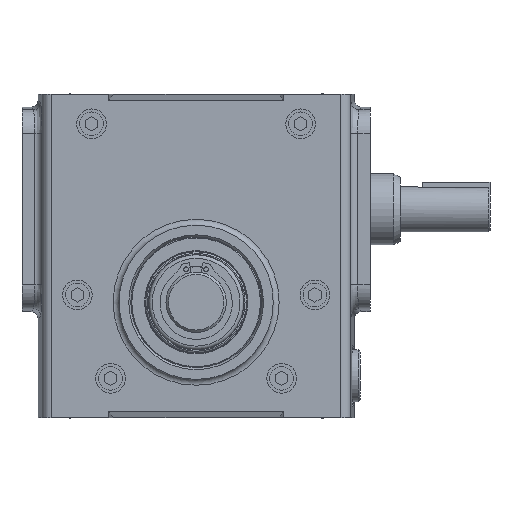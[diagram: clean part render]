
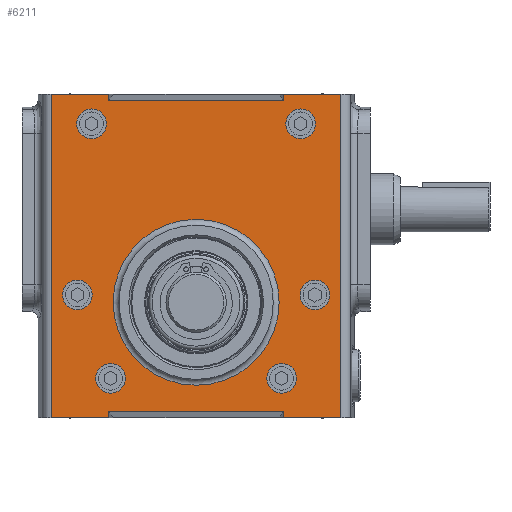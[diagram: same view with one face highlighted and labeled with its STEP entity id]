
A CAD part, front view. The second image highlights one B-rep face of the part: STEP entity #6211.
In plain terms, the highlighted planar face has unit normal (0, -1, 0).
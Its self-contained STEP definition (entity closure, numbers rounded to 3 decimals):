
#174=LINE('',#12220,#621);
#175=LINE('',#12223,#622);
#176=LINE('',#12225,#623);
#177=LINE('',#12227,#624);
#178=LINE('',#12229,#625);
#179=LINE('',#12231,#626);
#180=LINE('',#12233,#627);
#181=LINE('',#12235,#628);
#182=LINE('',#12237,#629);
#183=LINE('',#12239,#630);
#184=LINE('',#12241,#631);
#185=LINE('',#12243,#632);
#621=VECTOR('',#10195,1000.);
#622=VECTOR('',#10196,1000.);
#623=VECTOR('',#10197,1000.);
#624=VECTOR('',#10198,1000.);
#625=VECTOR('',#10199,1000.);
#626=VECTOR('',#10200,1000.);
#627=VECTOR('',#10201,1000.);
#628=VECTOR('',#10202,1000.);
#629=VECTOR('',#10203,1000.);
#630=VECTOR('',#10204,1000.);
#631=VECTOR('',#10205,1000.);
#632=VECTOR('',#10206,1000.);
#1113=PLANE('',#9215);
#1533=ORIENTED_EDGE('',*,*,#3058,.T.);
#1534=ORIENTED_EDGE('',*,*,#3059,.F.);
#1535=ORIENTED_EDGE('',*,*,#3060,.T.);
#1536=ORIENTED_EDGE('',*,*,#3061,.T.);
#1537=ORIENTED_EDGE('',*,*,#3062,.T.);
#1538=ORIENTED_EDGE('',*,*,#3063,.F.);
#1539=ORIENTED_EDGE('',*,*,#3064,.F.);
#1540=ORIENTED_EDGE('',*,*,#3065,.T.);
#1541=ORIENTED_EDGE('',*,*,#3066,.T.);
#1542=ORIENTED_EDGE('',*,*,#3067,.F.);
#1543=ORIENTED_EDGE('',*,*,#3068,.F.);
#1544=ORIENTED_EDGE('',*,*,#3069,.T.);
#1545=ORIENTED_EDGE('',*,*,#3070,.T.);
#1546=ORIENTED_EDGE('',*,*,#3071,.F.);
#1547=ORIENTED_EDGE('',*,*,#3072,.F.);
#1548=ORIENTED_EDGE('',*,*,#3073,.F.);
#1549=ORIENTED_EDGE('',*,*,#3074,.F.);
#1550=ORIENTED_EDGE('',*,*,#3075,.T.);
#1551=ORIENTED_EDGE('',*,*,#3076,.T.);
#3058=EDGE_CURVE('',#3838,#3838,#4382,.F.);
#3059=EDGE_CURVE('',#3839,#3839,#4383,.T.);
#3060=EDGE_CURVE('',#3840,#3840,#4384,.F.);
#3061=EDGE_CURVE('',#3841,#3842,#174,.T.);
#3062=EDGE_CURVE('',#3842,#3843,#175,.T.);
#3063=EDGE_CURVE('',#3844,#3843,#176,.T.);
#3064=EDGE_CURVE('',#3845,#3844,#177,.T.);
#3065=EDGE_CURVE('',#3845,#3846,#178,.T.);
#3066=EDGE_CURVE('',#3846,#3847,#179,.T.);
#3067=EDGE_CURVE('',#3848,#3847,#180,.T.);
#3068=EDGE_CURVE('',#3849,#3848,#181,.F.);
#3069=EDGE_CURVE('',#3849,#3850,#182,.T.);
#3070=EDGE_CURVE('',#3850,#3851,#183,.T.);
#3071=EDGE_CURVE('',#3852,#3851,#184,.T.);
#3072=EDGE_CURVE('',#3841,#3852,#185,.F.);
#3073=EDGE_CURVE('',#3853,#3853,#4385,.T.);
#3074=EDGE_CURVE('',#3854,#3854,#4386,.T.);
#3075=EDGE_CURVE('',#3855,#3855,#4387,.F.);
#3076=EDGE_CURVE('',#3856,#3856,#4388,.F.);
#3838=VERTEX_POINT('',#12215);
#3839=VERTEX_POINT('',#12217);
#3840=VERTEX_POINT('',#12219);
#3841=VERTEX_POINT('',#12221);
#3842=VERTEX_POINT('',#12222);
#3843=VERTEX_POINT('',#12224);
#3844=VERTEX_POINT('',#12226);
#3845=VERTEX_POINT('',#12228);
#3846=VERTEX_POINT('',#12230);
#3847=VERTEX_POINT('',#12232);
#3848=VERTEX_POINT('',#12234);
#3849=VERTEX_POINT('',#12236);
#3850=VERTEX_POINT('',#12238);
#3851=VERTEX_POINT('',#12240);
#3852=VERTEX_POINT('',#12242);
#3853=VERTEX_POINT('',#12245);
#3854=VERTEX_POINT('',#12247);
#3855=VERTEX_POINT('',#12249);
#3856=VERTEX_POINT('',#12251);
#4382=CIRCLE('',#9216,34.931);
#4383=CIRCLE('',#9217,6.25);
#4384=CIRCLE('',#9218,6.25);
#4385=CIRCLE('',#9219,6.25);
#4386=CIRCLE('',#9220,6.25);
#4387=CIRCLE('',#9221,6.25);
#4388=CIRCLE('',#9222,6.25);
#4713=EDGE_LOOP('',(#1533));
#4714=EDGE_LOOP('',(#1534));
#4715=EDGE_LOOP('',(#1535));
#4716=EDGE_LOOP('',(#1536,#1537,#1538,#1539,#1540,#1541,#1542,#1543,#1544,
#1545,#1546,#1547));
#4717=EDGE_LOOP('',(#1548));
#4718=EDGE_LOOP('',(#1549));
#4719=EDGE_LOOP('',(#1550));
#4720=EDGE_LOOP('',(#1551));
#5416=FACE_BOUND('',#4713,.T.);
#5417=FACE_BOUND('',#4714,.T.);
#5418=FACE_BOUND('',#4715,.T.);
#5419=FACE_BOUND('',#4716,.T.);
#5420=FACE_BOUND('',#4717,.T.);
#5421=FACE_BOUND('',#4718,.T.);
#5422=FACE_BOUND('',#4719,.T.);
#5423=FACE_BOUND('',#4720,.T.);
#6211=ADVANCED_FACE('',(#5416,#5417,#5418,#5419,#5420,#5421,#5422,#5423),
#1113,.T.);
#9215=AXIS2_PLACEMENT_3D('',#12213,#10187,#10188);
#9216=AXIS2_PLACEMENT_3D('',#12214,#10189,#10190);
#9217=AXIS2_PLACEMENT_3D('',#12216,#10191,#10192);
#9218=AXIS2_PLACEMENT_3D('',#12218,#10193,#10194);
#9219=AXIS2_PLACEMENT_3D('',#12244,#10207,#10208);
#9220=AXIS2_PLACEMENT_3D('',#12246,#10209,#10210);
#9221=AXIS2_PLACEMENT_3D('',#12248,#10211,#10212);
#9222=AXIS2_PLACEMENT_3D('',#12250,#10213,#10214);
#10187=DIRECTION('',(0.,-1.,0.));
#10188=DIRECTION('',(0.,0.,-1.));
#10189=DIRECTION('',(0.,-1.,0.));
#10190=DIRECTION('',(0.,0.,-1.));
#10191=DIRECTION('',(0.,-1.,0.));
#10192=DIRECTION('',(0.,0.,-1.));
#10193=DIRECTION('',(0.,-1.,0.));
#10194=DIRECTION('',(0.,0.,-1.));
#10195=DIRECTION('',(1.,0.,0.));
#10196=DIRECTION('',(0.,0.,-1.));
#10197=DIRECTION('',(-1.,0.,0.));
#10198=DIRECTION('',(0.,0.,-1.));
#10199=DIRECTION('',(-1.,0.,0.));
#10200=DIRECTION('',(0.,0.,-1.));
#10201=DIRECTION('',(1.,0.,0.));
#10202=DIRECTION('',(0.,0.,1.));
#10203=DIRECTION('',(-1.,0.,0.));
#10204=DIRECTION('',(0.,0.,-1.));
#10205=DIRECTION('',(-1.,0.,0.));
#10206=DIRECTION('',(0.,0.,1.));
#10207=DIRECTION('',(0.,-1.,0.));
#10208=DIRECTION('',(0.,0.,-1.));
#10209=DIRECTION('',(0.,-1.,0.));
#10210=DIRECTION('',(0.,0.,-1.));
#10211=DIRECTION('',(0.,-1.,0.));
#10212=DIRECTION('',(0.,0.,-1.));
#10213=DIRECTION('',(0.,-1.,0.));
#10214=DIRECTION('',(0.,0.,-1.));
#12213=CARTESIAN_POINT('',(-60.88,-49.99,48.362));
#12214=CARTESIAN_POINT('',(0.,-49.99,-39.116));
#12215=CARTESIAN_POINT('',(0.,-49.99,-74.047));
#12216=CARTESIAN_POINT('',(50.,-49.99,-36.));
#12217=CARTESIAN_POINT('',(50.,-49.99,-42.25));
#12218=CARTESIAN_POINT('',(-44.,-49.99,36.));
#12219=CARTESIAN_POINT('',(-44.,-49.99,29.75));
#12220=CARTESIAN_POINT('',(-60.88,-49.99,-85.01));
#12221=CARTESIAN_POINT('',(-36.848,-49.99,-85.01));
#12222=CARTESIAN_POINT('',(36.848,-49.99,-85.01));
#12223=CARTESIAN_POINT('',(36.848,-49.99,48.362));
#12224=CARTESIAN_POINT('',(36.848,-49.99,-87.63));
#12225=CARTESIAN_POINT('',(-60.88,-49.99,-87.63));
#12226=CARTESIAN_POINT('',(60.88,-49.99,-87.63));
#12227=CARTESIAN_POINT('',(60.88,-49.99,48.362));
#12228=CARTESIAN_POINT('',(60.88,-49.99,48.362));
#12229=CARTESIAN_POINT('',(-60.88,-49.99,48.362));
#12230=CARTESIAN_POINT('',(36.848,-49.99,48.362));
#12231=CARTESIAN_POINT('',(36.848,-49.99,48.362));
#12232=CARTESIAN_POINT('',(36.848,-49.99,45.742));
#12233=CARTESIAN_POINT('',(-60.88,-49.99,45.742));
#12234=CARTESIAN_POINT('',(-36.848,-49.99,45.742));
#12235=CARTESIAN_POINT('',(-36.848,-49.99,48.362));
#12236=CARTESIAN_POINT('',(-36.848,-49.99,48.362));
#12237=CARTESIAN_POINT('',(-60.88,-49.99,48.362));
#12238=CARTESIAN_POINT('',(-60.88,-49.99,48.362));
#12239=CARTESIAN_POINT('',(-60.88,-49.99,48.362));
#12240=CARTESIAN_POINT('',(-60.88,-49.99,-87.63));
#12241=CARTESIAN_POINT('',(-60.88,-49.99,-87.63));
#12242=CARTESIAN_POINT('',(-36.848,-49.99,-87.63));
#12243=CARTESIAN_POINT('',(-36.848,-49.99,48.362));
#12244=CARTESIAN_POINT('',(36.,-49.99,-71.116));
#12245=CARTESIAN_POINT('',(36.,-49.99,-77.366));
#12246=CARTESIAN_POINT('',(44.,-49.99,36.));
#12247=CARTESIAN_POINT('',(44.,-49.99,29.75));
#12248=CARTESIAN_POINT('',(-36.,-49.99,-71.116));
#12249=CARTESIAN_POINT('',(-36.,-49.99,-77.366));
#12250=CARTESIAN_POINT('',(-50.,-49.99,-36.));
#12251=CARTESIAN_POINT('',(-50.,-49.99,-42.25));
